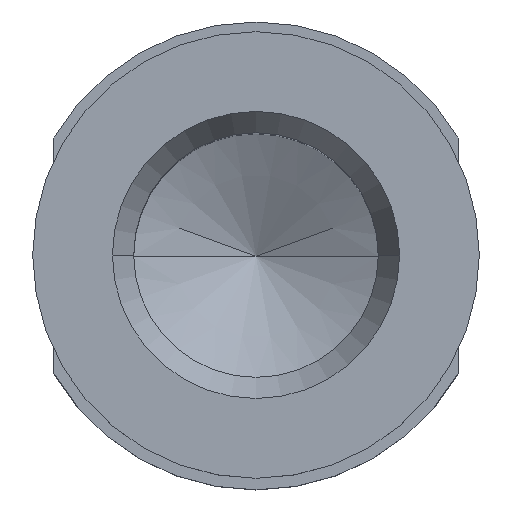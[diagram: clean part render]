
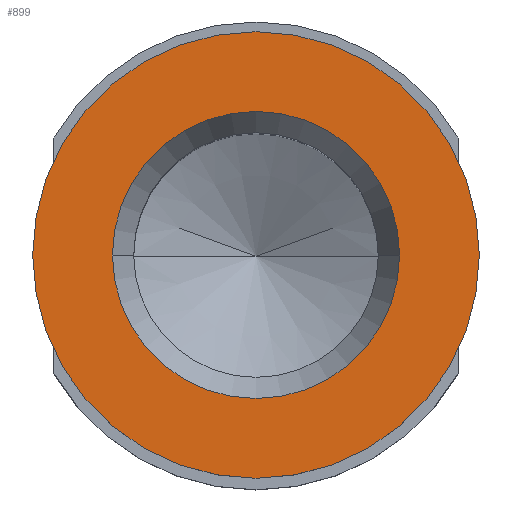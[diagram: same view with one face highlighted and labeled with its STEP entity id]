
A CAD part, top view. The second image highlights one B-rep face of the part: STEP entity #899.
In plain terms, the highlighted planar face has unit normal (0, 0, 1).
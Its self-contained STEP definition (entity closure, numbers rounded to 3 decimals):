
#282=CARTESIAN_POINT('',(0.,0.,27.933));
#283=DIRECTION('',(0.,0.,-1.));
#284=DIRECTION('',(-1.,0.,0.));
#285=AXIS2_PLACEMENT_3D('',#282,#283,#284);
#287=CARTESIAN_POINT('',(0.,0.,27.933));
#288=DIRECTION('',(0.,0.,1.));
#289=DIRECTION('',(-1.,0.,0.));
#290=AXIS2_PLACEMENT_3D('',#287,#288,#289);
#292=CARTESIAN_POINT('',(0.,0.,27.933));
#293=DIRECTION('',(0.,0.,1.));
#294=DIRECTION('',(-1.,0.,0.));
#295=AXIS2_PLACEMENT_3D('',#292,#293,#294);
#301=CARTESIAN_POINT('',(0.,0.,27.933));
#302=DIRECTION('',(0.,0.,-1.));
#303=DIRECTION('',(-1.,0.,0.));
#304=AXIS2_PLACEMENT_3D('',#301,#302,#303);
#447=CARTESIAN_POINT('',(-10.5,0.,27.933));
#448=VERTEX_POINT('',#447);
#449=CARTESIAN_POINT('',(-6.75,0.,27.933));
#451=VERTEX_POINT('',#449);
#469=CARTESIAN_POINT('',(10.5,0.,27.933));
#470=VERTEX_POINT('',#469);
#471=CARTESIAN_POINT('',(6.75,0.,27.933));
#473=VERTEX_POINT('',#471);
#884=CARTESIAN_POINT('',(0.,0.,27.933));
#885=DIRECTION('',(0.,0.,1.));
#886=DIRECTION('',(-1.,0.,0.));
#887=AXIS2_PLACEMENT_3D('',#884,#885,#886);
#888=PLANE('',#887);
#889=ORIENTED_EDGE('',*,*,#866,.T.);
#890=ORIENTED_EDGE('',*,*,#877,.F.);
#891=EDGE_LOOP('',(#889,#890));
#892=FACE_OUTER_BOUND('',#891,.F.);
#894=ORIENTED_EDGE('',*,*,#893,.T.);
#896=ORIENTED_EDGE('',*,*,#895,.F.);
#897=EDGE_LOOP('',(#894,#896));
#898=FACE_BOUND('',#897,.F.);
#899=ADVANCED_FACE('',(#892,#898),#888,.T.);
#286=CIRCLE('',#285,10.5);
#291=CIRCLE('',#290,10.5);
#296=CIRCLE('',#295,6.75);
#305=CIRCLE('',#304,6.75);
#866=EDGE_CURVE('',#448,#470,#286,.T.);
#877=EDGE_CURVE('',#448,#470,#291,.T.);
#893=EDGE_CURVE('',#451,#473,#296,.T.);
#895=EDGE_CURVE('',#451,#473,#305,.T.);
